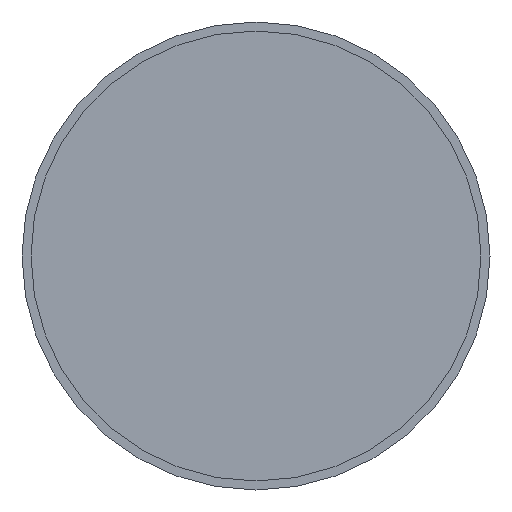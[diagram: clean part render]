
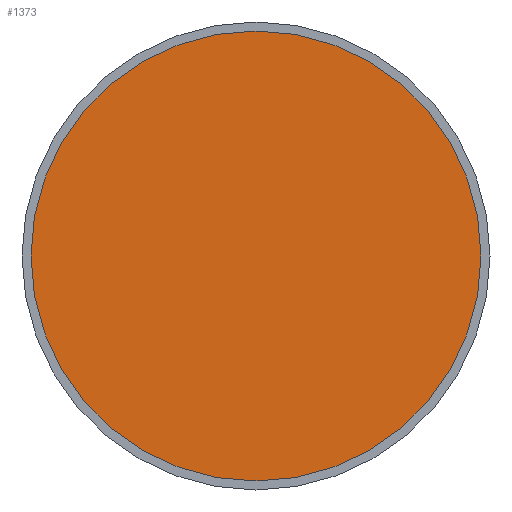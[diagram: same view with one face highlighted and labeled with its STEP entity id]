
A CAD part, front view. The second image highlights one B-rep face of the part: STEP entity #1373.
In plain terms, the highlighted planar face has unit normal (0, -1, 0).
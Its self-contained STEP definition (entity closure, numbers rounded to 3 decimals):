
#77=PLANE('',#1567);
#167=FACE_OUTER_BOUND('',#246,.T.);
#246=EDGE_LOOP('',(#1209,#1210));
#486=CIRCLE('',#1565,12.5);
#487=CIRCLE('',#1566,12.5);
#621=VERTEX_POINT('',#2432);
#622=VERTEX_POINT('',#2433);
#816=EDGE_CURVE('',#621,#622,#486,.T.);
#817=EDGE_CURVE('',#622,#621,#487,.T.);
#1209=ORIENTED_EDGE('',*,*,#816,.T.);
#1210=ORIENTED_EDGE('',*,*,#817,.T.);
#1373=ADVANCED_FACE('',(#167),#77,.T.);
#1565=AXIS2_PLACEMENT_3D('',#2434,#1980,#1981);
#1566=AXIS2_PLACEMENT_3D('',#2435,#1982,#1983);
#1567=AXIS2_PLACEMENT_3D('',#2437,#1985,#1986);
#1980=DIRECTION('center_axis',(0.,-1.,0.));
#1981=DIRECTION('ref_axis',(1.,0.,0.));
#1982=DIRECTION('center_axis',(0.,-1.,0.));
#1983=DIRECTION('ref_axis',(1.,0.,0.));
#1985=DIRECTION('center_axis',(0.,-1.,0.));
#1986=DIRECTION('ref_axis',(0.,0.,-1.));
#2432=CARTESIAN_POINT('',(12.5,0.,0.));
#2433=CARTESIAN_POINT('',(-12.5,0.,0.));
#2434=CARTESIAN_POINT('Origin',(0.,0.,
0.));
#2435=CARTESIAN_POINT('Origin',(0.,0.,
0.));
#2437=CARTESIAN_POINT('Origin',(0.,0.,0.));
